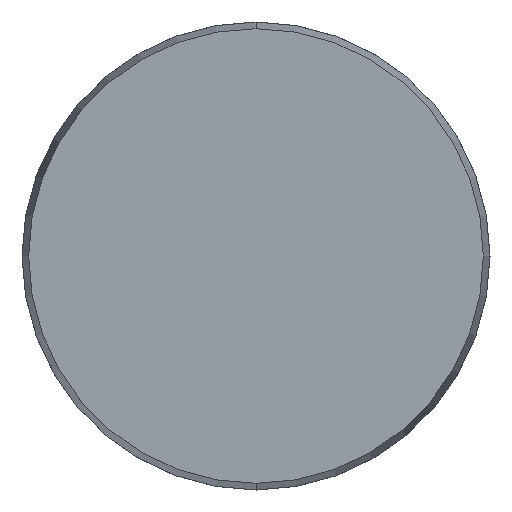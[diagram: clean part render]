
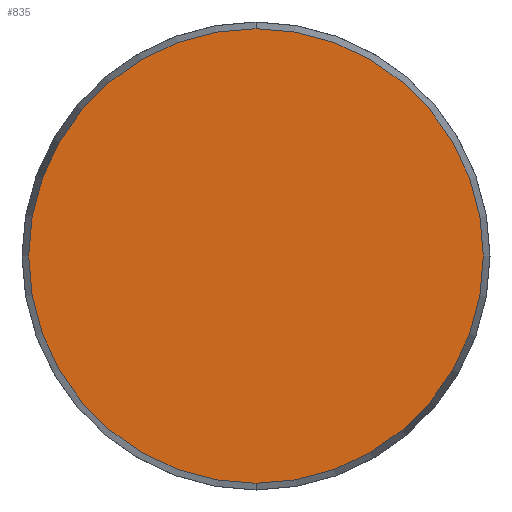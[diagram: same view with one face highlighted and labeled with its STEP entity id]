
A CAD part, front view. The second image highlights one B-rep face of the part: STEP entity #835.
In plain terms, the highlighted planar face has unit normal (0, -1, 0).
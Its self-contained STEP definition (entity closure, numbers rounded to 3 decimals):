
#50 = DIRECTION ( 'NONE',  ( 0., -1., 0. ) ) ;
#84 = DIRECTION ( 'NONE',  ( 0., -1., 0. ) ) ;
#124 = EDGE_LOOP ( 'NONE', ( #1021, #638 ) ) ;
#150 = CARTESIAN_POINT ( 'NONE',  ( 0., 0., -29.143 ) ) ;
#246 = EDGE_CURVE ( 'NONE', #1199, #774, #671, .T. ) ;
#265 = PLANE ( 'NONE',  #439 ) ;
#339 = EDGE_CURVE ( 'NONE', #774, #1199, #864, .T. ) ;
#396 = AXIS2_PLACEMENT_3D ( 'NONE', #997, #84, #485 ) ;
#439 = AXIS2_PLACEMENT_3D ( 'NONE', #1084, #1080, #766 ) ;
#465 = FACE_OUTER_BOUND ( 'NONE', #124, .T. ) ;
#485 = DIRECTION ( 'NONE',  ( 0., 0., -1. ) ) ;
#542 = AXIS2_PLACEMENT_3D ( 'NONE', #662, #50, #763 ) ;
#638 = ORIENTED_EDGE ( 'NONE', *, *, #339, .T. ) ;
#662 = CARTESIAN_POINT ( 'NONE',  ( 0., 0., 0. ) ) ;
#671 = CIRCLE ( 'NONE', #542, 29.143 ) ;
#748 = CARTESIAN_POINT ( 'NONE',  ( 0., 0., 29.143 ) ) ;
#763 = DIRECTION ( 'NONE',  ( 0., 0., -1. ) ) ;
#766 = DIRECTION ( 'NONE',  ( 0., 0., 1. ) ) ;
#774 = VERTEX_POINT ( 'NONE', #150 ) ;
#835 = ADVANCED_FACE ( 'NONE', ( #465 ), #265, .F. ) ;
#864 = CIRCLE ( 'NONE', #396, 29.143 ) ;
#997 = CARTESIAN_POINT ( 'NONE',  ( 0., 0., 0. ) ) ;
#1021 = ORIENTED_EDGE ( 'NONE', *, *, #246, .T. ) ;
#1080 = DIRECTION ( 'NONE',  ( 0., 1., 0. ) ) ;
#1084 = CARTESIAN_POINT ( 'NONE',  ( -29.143, 0., 0. ) ) ;
#1199 = VERTEX_POINT ( 'NONE', #748 ) ;
